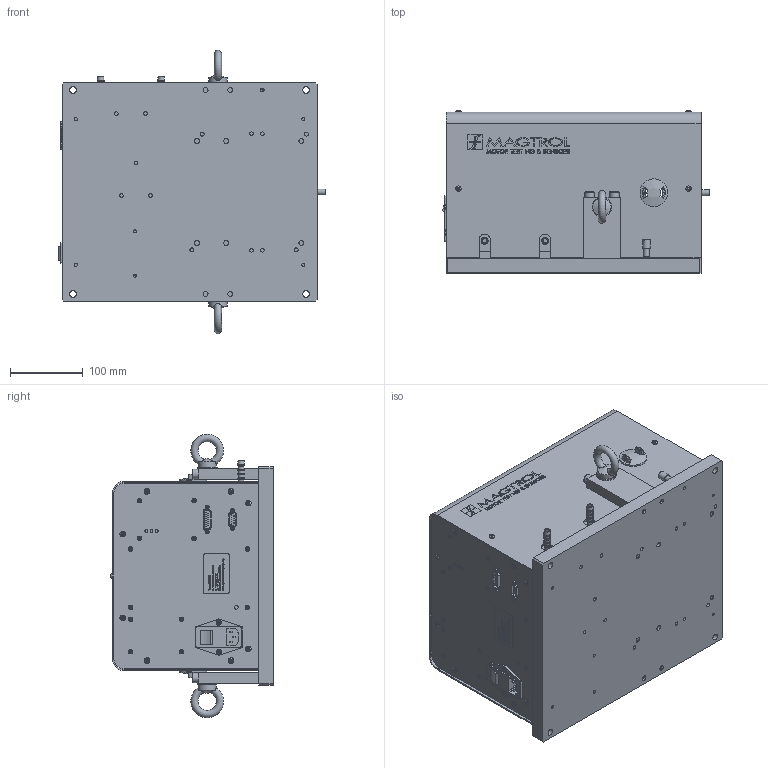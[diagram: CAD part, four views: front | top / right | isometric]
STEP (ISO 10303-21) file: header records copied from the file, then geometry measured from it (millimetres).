
FILE_DESCRIPTION (( 'STEP AP203' ), '1' );
FILE_NAME ('317-201-000-011 _EF_02.STEP', '2025-07-04T07:28:35', ( 'magtroladmin' ), ( '' ), 'SwSTEP 2.0', 'SolidWorks 2025', '' );
FILE_SCHEMA (( 'CONFIG_CONTROL_DESIGN' ));
Products named in the file (1): 317-201-000-011 _EF_02
Bounding box: 366.8 x 222.7 x 388.88 mm (x, y, z)
Surface area: 666509.1 mm2 (no closed solid volume)
Topology: 0 solids, 244 shells, 961 faces, 6127 edges, 5344 vertices
Faces by surface type: plane 612, cylinder 196, cone 71, torus 56, bspline 18, sphere 8
Full cylindrical faces by diameter (mm): 0.92 x9, 1.016 x15, 2.05 x4, 3 x1, 3.5 x1, 4 x3, 4.2 x6, 5 x12, 5.5 x4, 6 x2, 6.8 x10, 7.6 x23, 8 x10, 8.5 x1, 9 x4, 9.5 x6, 9.58 x2, 10 x3, 12 x1, 13 x4, 23 x1, 24 x2, 25 x2, 27 x2, 38 x2, 65 x1
Entity records: 69337 total; most frequent: CARTESIAN_POINT 28122, ORIENTED_EDGE 7006, DIRECTION 6682, EDGE_CURVE 5837, VERTEX_POINT 5289, LINE 3142, VECTOR 3142, B_SPLINE_CURVE_WITH_KNOTS 1869
